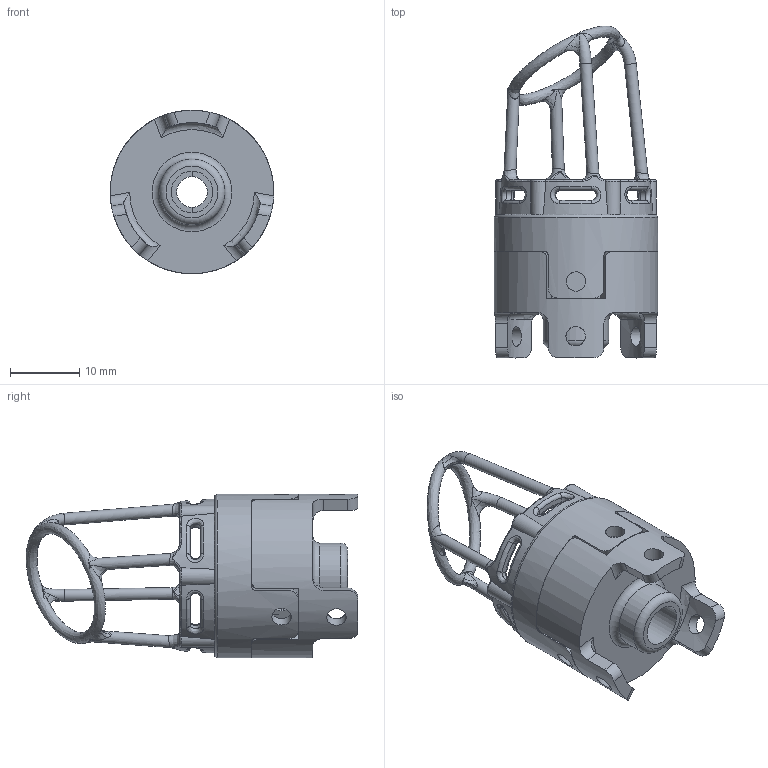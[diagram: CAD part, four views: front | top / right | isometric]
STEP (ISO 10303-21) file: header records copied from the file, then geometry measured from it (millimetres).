
FILE_DESCRIPTION (( 'STEP AP203' ), '1' );
FILE_NAME ('sensor_mount.STEP', '2024-09-16T15:53:40', ( '' ), ( '' ), 'SwSTEP 2.0', 'SolidWorks 2022', '' );
FILE_SCHEMA (( 'CONFIG_CONTROL_DESIGN' ));
Length unit declared in the file: millimetre
Products named in the file (8): sensor_base; custom_LED_ring; LED_collimator_assembly; Skeleton_rigid_struct_with_hinge; camera_holder; cover_plate_camera_holder; collimator; sensor_mount
Assembly tree (7 placements, depth 3):
  sensor_mount
    cover_plate_camera_holder
    camera_holder
    sensor_base
    LED_collimator_assembly
      custom_LED_ring
      collimator
    Skeleton_rigid_struct_with_hinge
Bounding box: 23.59 x 47.88 x 23.6 mm (x, y, z)
Volume: 5924 mm3; surface area: 7651.9 mm2
Topology: 8 solids, 8 shells, 550 faces, 1483 edges, 941 vertices
Faces by surface type: plane 209, cylinder 167, torus 88, bspline 73, cone 13
Full cylindrical faces by diameter (mm): 1.1 x6, 1.7 x4, 1.8 x6, 2.2 x6, 2.287 x3, 2.4 x3, 2.7 x6, 2.8 x9, 6 x1, 8 x2, 9.5 x1, 16.2 x1, 16.4 x1, 23.6 x2
Entity records: 24377 total; most frequent: CARTESIAN_POINT 10959, ORIENTED_EDGE 2714, DIRECTION 2434, EDGE_CURVE 1357, AXIS2_PLACEMENT_3D 984, VERTEX_POINT 895, EDGE_LOOP 704, FACE_OUTER_BOUND 627
